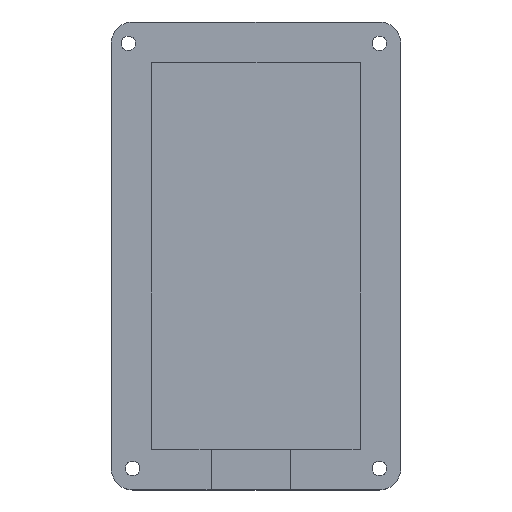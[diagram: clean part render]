
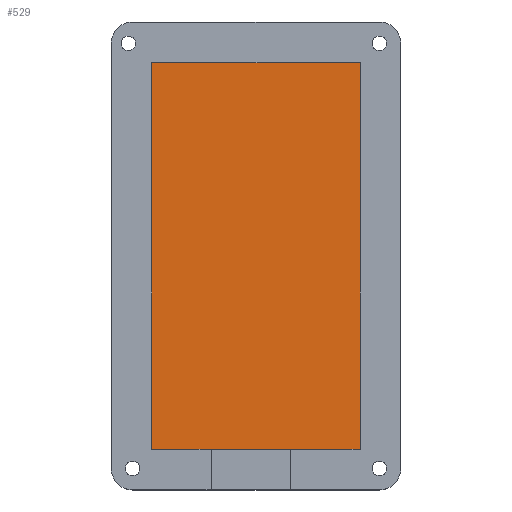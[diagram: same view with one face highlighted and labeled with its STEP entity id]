
A CAD part, top view. The second image highlights one B-rep face of the part: STEP entity #529.
In plain terms, the highlighted planar face has unit normal (0, 0, 1).
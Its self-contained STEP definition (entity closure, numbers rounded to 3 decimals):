
#39=PLANE('',#586);
#61=FACE_OUTER_BOUND('',#95,.T.);
#95=EDGE_LOOP('',(#433,#434,#435,#436));
#153=LINE('',#871,#201);
#155=LINE('',#875,#203);
#156=LINE('',#877,#204);
#157=LINE('',#878,#205);
#201=VECTOR('',#701,10.);
#203=VECTOR('',#705,10.);
#204=VECTOR('',#706,10.);
#205=VECTOR('',#707,10.);
#273=VERTEX_POINT('',#868);
#274=VERTEX_POINT('',#870);
#275=VERTEX_POINT('',#874);
#276=VERTEX_POINT('',#876);
#333=EDGE_CURVE('',#273,#274,#153,.T.);
#335=EDGE_CURVE('',#275,#273,#155,.T.);
#336=EDGE_CURVE('',#276,#275,#156,.T.);
#337=EDGE_CURVE('',#274,#276,#157,.T.);
#433=ORIENTED_EDGE('',*,*,#333,.F.);
#434=ORIENTED_EDGE('',*,*,#335,.F.);
#435=ORIENTED_EDGE('',*,*,#336,.F.);
#436=ORIENTED_EDGE('',*,*,#337,.F.);
#529=ADVANCED_FACE('',(#61),#39,.T.);
#586=AXIS2_PLACEMENT_3D('',#873,#703,#704);
#701=DIRECTION('',(-1.,0.,0.));
#703=DIRECTION('center_axis',(0.,0.,1.));
#704=DIRECTION('ref_axis',(1.,0.,0.));
#705=DIRECTION('',(0.,-1.,0.));
#706=DIRECTION('',(1.,0.,0.));
#707=DIRECTION('',(0.,1.,0.));
#868=CARTESIAN_POINT('',(40.1,-11.93,3.));
#870=CARTESIAN_POINT('',(-8.5,-11.93,3.));
#871=CARTESIAN_POINT('',(27.95,-11.93,3.));
#873=CARTESIAN_POINT('Origin',(15.8,33.185,3.));
#874=CARTESIAN_POINT('',(40.1,78.3,3.));
#875=CARTESIAN_POINT('',(40.1,55.743,3.));
#876=CARTESIAN_POINT('',(-8.5,78.3,3.));
#877=CARTESIAN_POINT('',(3.65,78.3,3.));
#878=CARTESIAN_POINT('',(-8.5,10.628,3.));
